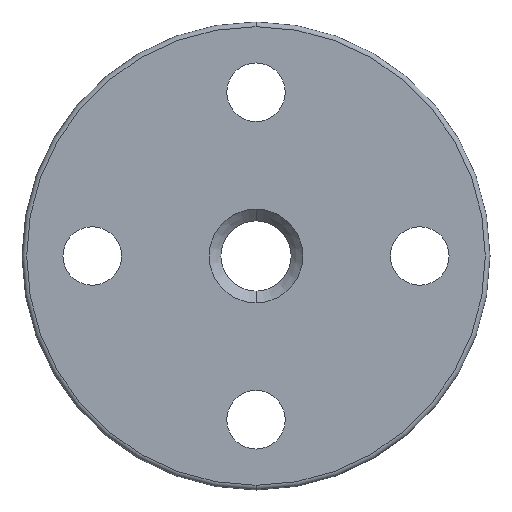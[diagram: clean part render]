
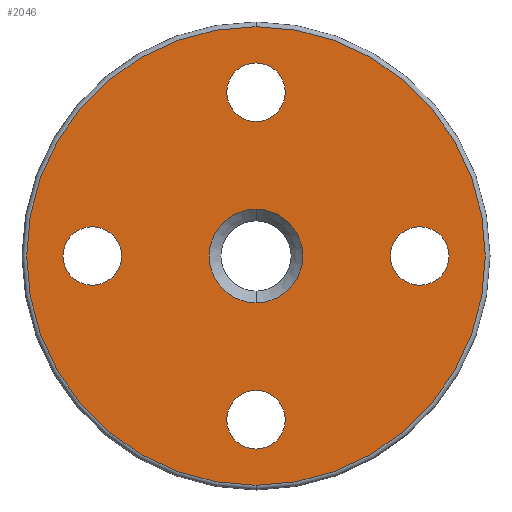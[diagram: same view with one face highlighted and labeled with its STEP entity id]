
A CAD part, front view. The second image highlights one B-rep face of the part: STEP entity #2046.
In plain terms, the highlighted planar face has unit normal (0, -1, 0).
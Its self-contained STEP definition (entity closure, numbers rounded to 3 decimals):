
#1 = CARTESIAN_POINT ( 'NONE',  ( 0., 0., 2. ) ) ;
#19 = CARTESIAN_POINT ( 'NONE',  ( 7., 0., 0. ) ) ;
#55 = VERTEX_POINT ( 'NONE', #2119 ) ;
#91 = EDGE_LOOP ( 'NONE', ( #1700, #1375 ) ) ;
#98 = EDGE_LOOP ( 'NONE', ( #1014, #2419 ) ) ;
#106 = ORIENTED_EDGE ( 'NONE', *, *, #576, .T. ) ;
#117 = PLANE ( 'NONE',  #656 ) ;
#128 = FACE_BOUND ( 'NONE', #1352, .T. ) ;
#140 = CIRCLE ( 'NONE', #1383, 2. ) ;
#184 = CARTESIAN_POINT ( 'NONE',  ( 0., 0., 0. ) ) ;
#203 = VERTEX_POINT ( 'NONE', #977 ) ;
#215 = AXIS2_PLACEMENT_3D ( 'NONE', #1870, #1914, #478 ) ;
#264 = AXIS2_PLACEMENT_3D ( 'NONE', #184, #559, #1378 ) ;
#297 = EDGE_CURVE ( 'NONE', #1463, #753, #1257, .T. ) ;
#319 = DIRECTION ( 'NONE',  ( 0., 1., 0. ) ) ;
#382 = CIRCLE ( 'NONE', #1826, 1.25 ) ;
#396 = DIRECTION ( 'NONE',  ( 0., 1., 0. ) ) ;
#399 = CARTESIAN_POINT ( 'NONE',  ( 0., 0., 9.8 ) ) ;
#402 = EDGE_CURVE ( 'NONE', #767, #1592, #2274, .T. ) ;
#435 = EDGE_LOOP ( 'NONE', ( #1593, #2051 ) ) ;
#444 = DIRECTION ( 'NONE',  ( 0., -1., 0. ) ) ;
#453 = CARTESIAN_POINT ( 'NONE',  ( 0., 0., 5.75 ) ) ;
#478 = DIRECTION ( 'NONE',  ( 0., 0., 1. ) ) ;
#511 = CIRCLE ( 'NONE', #1832, 1.25 ) ;
#513 = CARTESIAN_POINT ( 'NONE',  ( -7., 0., 1.25 ) ) ;
#514 = FACE_OUTER_BOUND ( 'NONE', #1817, .T. ) ;
#528 = EDGE_CURVE ( 'NONE', #1902, #55, #2477, .T. ) ;
#559 = DIRECTION ( 'NONE',  ( 0., -1., 0. ) ) ;
#571 = DIRECTION ( 'NONE',  ( 0., 1., 0. ) ) ;
#576 = EDGE_CURVE ( 'NONE', #2345, #2275, #382, .T. ) ;
#595 = CARTESIAN_POINT ( 'NONE',  ( 0., 0., 0. ) ) ;
#656 = AXIS2_PLACEMENT_3D ( 'NONE', #1309, #319, #1894 ) ;
#664 = CARTESIAN_POINT ( 'NONE',  ( 7., 0., 1.25 ) ) ;
#686 = FACE_BOUND ( 'NONE', #435, .T. ) ;
#691 = ORIENTED_EDGE ( 'NONE', *, *, #528, .T. ) ;
#699 = VERTEX_POINT ( 'NONE', #1 ) ;
#710 = FACE_BOUND ( 'NONE', #98, .T. ) ;
#753 = VERTEX_POINT ( 'NONE', #1991 ) ;
#758 = CARTESIAN_POINT ( 'NONE',  ( 0., 0., -2. ) ) ;
#767 = VERTEX_POINT ( 'NONE', #2188 ) ;
#778 = CIRCLE ( 'NONE', #2220, 9.8 ) ;
#784 = ORIENTED_EDGE ( 'NONE', *, *, #2056, .T. ) ;
#792 = ORIENTED_EDGE ( 'NONE', *, *, #1468, .T. ) ;
#802 = DIRECTION ( 'NONE',  ( 0., 0., 1. ) ) ;
#825 = AXIS2_PLACEMENT_3D ( 'NONE', #2060, #2097, #917 ) ;
#917 = DIRECTION ( 'NONE',  ( 0., 0., 1. ) ) ;
#924 = AXIS2_PLACEMENT_3D ( 'NONE', #595, #571, #987 ) ;
#977 = CARTESIAN_POINT ( 'NONE',  ( 0., 0., -9.8 ) ) ;
#987 = DIRECTION ( 'NONE',  ( 0., 0., 1. ) ) ;
#1013 = DIRECTION ( 'NONE',  ( 0., 1., 0. ) ) ;
#1014 = ORIENTED_EDGE ( 'NONE', *, *, #297, .T. ) ;
#1033 = CARTESIAN_POINT ( 'NONE',  ( 0., 0., 0. ) ) ;
#1041 = EDGE_CURVE ( 'NONE', #2261, #699, #1706, .T. ) ;
#1064 = EDGE_CURVE ( 'NONE', #699, #2261, #140, .T. ) ;
#1069 = ORIENTED_EDGE ( 'NONE', *, *, #2393, .T. ) ;
#1086 = EDGE_CURVE ( 'NONE', #203, #1293, #2033, .T. ) ;
#1246 = DIRECTION ( 'NONE',  ( 0., 0., 1. ) ) ;
#1257 = CIRCLE ( 'NONE', #2029, 1.25 ) ;
#1293 = VERTEX_POINT ( 'NONE', #399 ) ;
#1309 = CARTESIAN_POINT ( 'NONE',  ( 0., 0., 0. ) ) ;
#1352 = EDGE_LOOP ( 'NONE', ( #784, #106 ) ) ;
#1375 = ORIENTED_EDGE ( 'NONE', *, *, #1452, .T. ) ;
#1378 = DIRECTION ( 'NONE',  ( 0., 0., 1. ) ) ;
#1383 = AXIS2_PLACEMENT_3D ( 'NONE', #1546, #2324, #2129 ) ;
#1401 = AXIS2_PLACEMENT_3D ( 'NONE', #2246, #2013, #1467 ) ;
#1439 = CARTESIAN_POINT ( 'NONE',  ( -7., 0., 0. ) ) ;
#1445 = CARTESIAN_POINT ( 'NONE',  ( 0., 0., -7. ) ) ;
#1446 = DIRECTION ( 'NONE',  ( 0., 0., 1. ) ) ;
#1452 = EDGE_CURVE ( 'NONE', #1592, #767, #1501, .T. ) ;
#1457 = DIRECTION ( 'NONE',  ( 0., 0., 1. ) ) ;
#1463 = VERTEX_POINT ( 'NONE', #664 ) ;
#1466 = AXIS2_PLACEMENT_3D ( 'NONE', #1445, #2249, #1457 ) ;
#1467 = DIRECTION ( 'NONE',  ( 0., 0., 1. ) ) ;
#1468 = EDGE_CURVE ( 'NONE', #55, #1902, #511, .T. ) ;
#1501 = CIRCLE ( 'NONE', #1466, 1.25 ) ;
#1538 = CARTESIAN_POINT ( 'NONE',  ( -7., 0., -1.25 ) ) ;
#1546 = CARTESIAN_POINT ( 'NONE',  ( 0., 0., 0. ) ) ;
#1592 = VERTEX_POINT ( 'NONE', #2512 ) ;
#1593 = ORIENTED_EDGE ( 'NONE', *, *, #1041, .T. ) ;
#1607 = DIRECTION ( 'NONE',  ( 0., 0., 1. ) ) ;
#1652 = DIRECTION ( 'NONE',  ( 0., 1., 0. ) ) ;
#1692 = FACE_BOUND ( 'NONE', #2351, .T. ) ;
#1700 = ORIENTED_EDGE ( 'NONE', *, *, #402, .T. ) ;
#1706 = CIRCLE ( 'NONE', #924, 2. ) ;
#1783 = AXIS2_PLACEMENT_3D ( 'NONE', #1969, #1013, #1607 ) ;
#1817 = EDGE_LOOP ( 'NONE', ( #1069, #2365 ) ) ;
#1826 = AXIS2_PLACEMENT_3D ( 'NONE', #1439, #2219, #1246 ) ;
#1832 = AXIS2_PLACEMENT_3D ( 'NONE', #2224, #1652, #2053 ) ;
#1870 = CARTESIAN_POINT ( 'NONE',  ( 0., 0., 7. ) ) ;
#1894 = DIRECTION ( 'NONE',  ( 0., 0., 1. ) ) ;
#1902 = VERTEX_POINT ( 'NONE', #453 ) ;
#1914 = DIRECTION ( 'NONE',  ( 0., 1., 0. ) ) ;
#1960 = EDGE_CURVE ( 'NONE', #753, #1463, #2175, .T. ) ;
#1969 = CARTESIAN_POINT ( 'NONE',  ( 0., 0., -7. ) ) ;
#1991 = CARTESIAN_POINT ( 'NONE',  ( 7., 0., -1.25 ) ) ;
#2013 = DIRECTION ( 'NONE',  ( 0., 1., 0. ) ) ;
#2029 = AXIS2_PLACEMENT_3D ( 'NONE', #19, #396, #802 ) ;
#2033 = CIRCLE ( 'NONE', #264, 9.8 ) ;
#2046 = ADVANCED_FACE ( 'NONE', ( #686, #514, #2460, #128, #1692, #710 ), #117, .F. ) ;
#2051 = ORIENTED_EDGE ( 'NONE', *, *, #1064, .T. ) ;
#2053 = DIRECTION ( 'NONE',  ( 0., 0., 1. ) ) ;
#2056 = EDGE_CURVE ( 'NONE', #2275, #2345, #2133, .T. ) ;
#2060 = CARTESIAN_POINT ( 'NONE',  ( -7., 0., 0. ) ) ;
#2097 = DIRECTION ( 'NONE',  ( 0., 1., 0. ) ) ;
#2119 = CARTESIAN_POINT ( 'NONE',  ( 0., 0., 8.25 ) ) ;
#2129 = DIRECTION ( 'NONE',  ( 0., 0., 1. ) ) ;
#2133 = CIRCLE ( 'NONE', #825, 1.25 ) ;
#2175 = CIRCLE ( 'NONE', #1401, 1.25 ) ;
#2188 = CARTESIAN_POINT ( 'NONE',  ( 0., 0., -5.75 ) ) ;
#2219 = DIRECTION ( 'NONE',  ( 0., 1., 0. ) ) ;
#2220 = AXIS2_PLACEMENT_3D ( 'NONE', #1033, #444, #1446 ) ;
#2224 = CARTESIAN_POINT ( 'NONE',  ( 0., 0., 7. ) ) ;
#2246 = CARTESIAN_POINT ( 'NONE',  ( 7., 0., 0. ) ) ;
#2249 = DIRECTION ( 'NONE',  ( 0., 1., 0. ) ) ;
#2261 = VERTEX_POINT ( 'NONE', #758 ) ;
#2274 = CIRCLE ( 'NONE', #1783, 1.25 ) ;
#2275 = VERTEX_POINT ( 'NONE', #513 ) ;
#2324 = DIRECTION ( 'NONE',  ( 0., 1., 0. ) ) ;
#2345 = VERTEX_POINT ( 'NONE', #1538 ) ;
#2351 = EDGE_LOOP ( 'NONE', ( #792, #691 ) ) ;
#2365 = ORIENTED_EDGE ( 'NONE', *, *, #1086, .T. ) ;
#2393 = EDGE_CURVE ( 'NONE', #1293, #203, #778, .T. ) ;
#2419 = ORIENTED_EDGE ( 'NONE', *, *, #1960, .T. ) ;
#2460 = FACE_BOUND ( 'NONE', #91, .T. ) ;
#2477 = CIRCLE ( 'NONE', #215, 1.25 ) ;
#2512 = CARTESIAN_POINT ( 'NONE',  ( 0., 0., -8.25 ) ) ;
